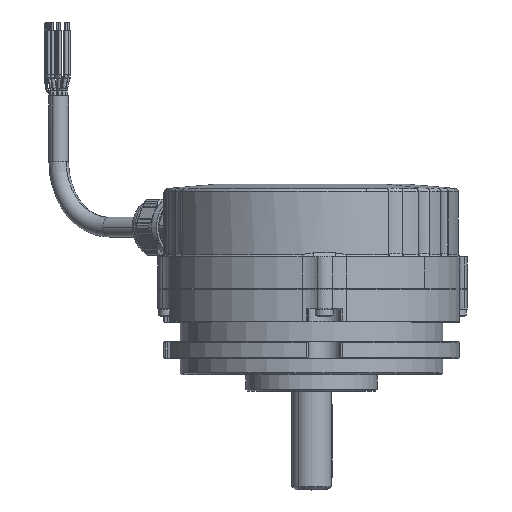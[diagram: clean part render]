
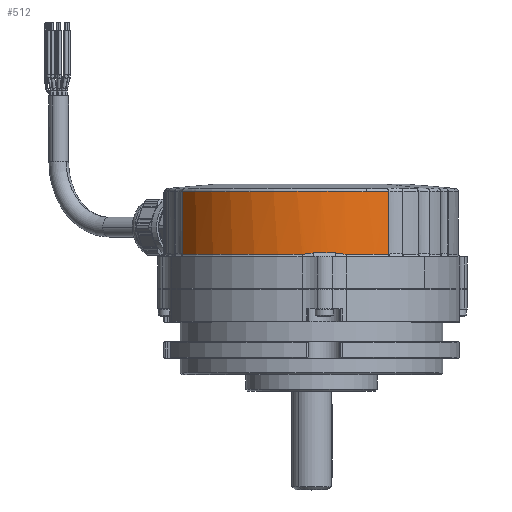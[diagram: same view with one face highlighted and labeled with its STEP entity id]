
A CAD part, top view. The second image highlights one B-rep face of the part: STEP entity #512.
In plain terms, the highlighted cylindrical face has radius 44.75 mm (diameter 89.5 mm), a partial arc.
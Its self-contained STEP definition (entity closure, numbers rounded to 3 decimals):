
#267 = CARTESIAN_POINT ( 'NONE',  ( 0., 42., 0. ) ) ;
#471 = AXIS2_PLACEMENT_3D ( 'NONE', #9957, #9888, #9859 ) ;
#512 = ADVANCED_FACE ( 'NONE', ( #4253 ), #15521, .T. ) ;
#638 = CIRCLE ( 'NONE', #17756, 44.75 ) ;
#992 = CIRCLE ( 'NONE', #471, 44.75 ) ;
#1311 = CARTESIAN_POINT ( 'NONE',  ( 0., -108.182, 0. ) ) ;
#1918 = CARTESIAN_POINT ( 'NONE',  ( -39.34, 60.703, 21.33 ) ) ;
#2369 = DIRECTION ( 'NONE',  ( 0.766, 0., 0.643 ) ) ;
#2370 = VERTEX_POINT ( 'NONE', #1918 ) ;
#2397 = DIRECTION ( 'NONE',  ( 0., -1., 0. ) ) ;
#2437 = CARTESIAN_POINT ( 'NONE',  ( 0., 60.706, 0. ) ) ;
#3330 = B_SPLINE_CURVE_WITH_KNOTS ( 'NONE', 3,
 ( #15801, #16194, #15704, #15212, #14836, #14770 ),
 .UNSPECIFIED., .F., .F.,
 ( 4, 2, 4 ),
 ( 0., 0.002, 0.003 ),
 .UNSPECIFIED. ) ;
#4253 = FACE_OUTER_BOUND ( 'NONE', #28271, .T. ) ;
#5104 = B_SPLINE_CURVE_WITH_KNOTS ( 'NONE', 3,
 ( #19441, #19095, #18772, #18714 ),
 .UNSPECIFIED., .F., .F.,
 ( 4, 4 ),
 ( 0., 0. ),
 .UNSPECIFIED. ) ;
#5252 = CARTESIAN_POINT ( 'NONE',  ( 23.404, 41.598, 38.142 ) ) ;
#5477 = CARTESIAN_POINT ( 'NONE',  ( -39.34, 60.704, 21.33 ) ) ;
#5606 = EDGE_CURVE ( 'NONE', #26696, #28363, #3330, .T. ) ;
#6204 = VERTEX_POINT ( 'NONE', #7192 ) ;
#7192 = CARTESIAN_POINT ( 'NONE',  ( -39.34, 41.598, 21.33 ) ) ;
#7354 = VERTEX_POINT ( 'NONE', #21613 ) ;
#9459 = B_SPLINE_CURVE_WITH_KNOTS ( 'NONE', 3,
 ( #14528, #14628, #14365, #14327, #14230, #14167 ),
 .UNSPECIFIED., .F., .F.,
 ( 4, 2, 4 ),
 ( 0., 0.002, 0.003 ),
 .UNSPECIFIED. ) ;
#9859 = DIRECTION ( 'NONE',  ( -0.766, 0., -0.643 ) ) ;
#9888 = DIRECTION ( 'NONE',  ( 0., 1., 0. ) ) ;
#9957 = CARTESIAN_POINT ( 'NONE',  ( 0., 41.598, 0. ) ) ;
#10345 = CARTESIAN_POINT ( 'NONE',  ( 23.404, 60.703, 38.142 ) ) ;
#10889 = AXIS2_PLACEMENT_3D ( 'NONE', #19068, #19001, #18962 ) ;
#11169 = CARTESIAN_POINT ( 'NONE',  ( -2.861, 41.598, 44.658 ) ) ;
#11961 = ORIENTED_EDGE ( 'NONE', *, *, #20887, .T. ) ;
#12591 = LINE ( 'NONE', #15586, #24671 ) ;
#14167 = CARTESIAN_POINT ( 'NONE',  ( 0.509, 42., 44.747 ) ) ;
#14230 = CARTESIAN_POINT ( 'NONE',  ( -0.062, 42., 44.754 ) ) ;
#14327 = CARTESIAN_POINT ( 'NONE',  ( -0.62, 41.903, 44.749 ) ) ;
#14365 = CARTESIAN_POINT ( 'NONE',  ( -1.736, 41.702, 44.72 ) ) ;
#14528 = CARTESIAN_POINT ( 'NONE',  ( -2.861, 41.598, 44.658 ) ) ;
#14628 = CARTESIAN_POINT ( 'NONE',  ( -2.294, 41.598, 44.695 ) ) ;
#14770 = CARTESIAN_POINT ( 'NONE',  ( 10.573, 41.598, 43.483 ) ) ;
#14836 = CARTESIAN_POINT ( 'NONE',  ( 10.02, 41.598, 43.617 ) ) ;
#14940 = VERTEX_POINT ( 'NONE', #29491 ) ;
#15212 = CARTESIAN_POINT ( 'NONE',  ( 9.475, 41.702, 43.739 ) ) ;
#15521 = CYLINDRICAL_SURFACE ( 'NONE', #19394, 44.75 ) ;
#15532 = VERTEX_POINT ( 'NONE', #11169 ) ;
#15586 = CARTESIAN_POINT ( 'NONE',  ( -39.34, -108.182, 21.33 ) ) ;
#15704 = CARTESIAN_POINT ( 'NONE',  ( 8.382, 41.903, 43.962 ) ) ;
#15801 = CARTESIAN_POINT ( 'NONE',  ( 7.269, 42., 44.156 ) ) ;
#16194 = CARTESIAN_POINT ( 'NONE',  ( 7.832, 42., 44.063 ) ) ;
#16220 = DIRECTION ( 'NONE',  ( 0., -1., 0. ) ) ;
#16237 = CIRCLE ( 'NONE', #28237, 44.75 ) ;
#17756 = AXIS2_PLACEMENT_3D ( 'NONE', #267, #29525, #29464 ) ;
#17765 = CARTESIAN_POINT ( 'NONE',  ( 7.269, 42., 44.156 ) ) ;
#18051 = CIRCLE ( 'NONE', #10889, 44.75 ) ;
#18603 = CARTESIAN_POINT ( 'NONE',  ( -39.34, 60.703, 21.33 ) ) ;
#18714 = CARTESIAN_POINT ( 'NONE',  ( 23.404, 60.706, 38.142 ) ) ;
#18772 = CARTESIAN_POINT ( 'NONE',  ( 23.404, 60.705, 38.142 ) ) ;
#18819 = EDGE_CURVE ( 'NONE', #28363, #21183, #18051, .T. ) ;
#18962 = DIRECTION ( 'NONE',  ( -0.766, 0., -0.643 ) ) ;
#19001 = DIRECTION ( 'NONE',  ( 0., 1., 0. ) ) ;
#19011 = ORIENTED_EDGE ( 'NONE', *, *, #18819, .T. ) ;
#19068 = CARTESIAN_POINT ( 'NONE',  ( 0., 41.598, 0. ) ) ;
#19095 = CARTESIAN_POINT ( 'NONE',  ( 23.404, 60.704, 38.142 ) ) ;
#19369 = CARTESIAN_POINT ( 'NONE',  ( -39.34, 60.706, 21.33 ) ) ;
#19394 = AXIS2_PLACEMENT_3D ( 'NONE', #1311, #24843, #25519 ) ;
#19441 = CARTESIAN_POINT ( 'NONE',  ( 23.404, 60.703, 38.142 ) ) ;
#19650 = EDGE_CURVE ( 'NONE', #7354, #26696, #638, .T. ) ;
#19676 = VERTEX_POINT ( 'NONE', #29357 ) ;
#19911 = ORIENTED_EDGE ( 'NONE', *, *, #5606, .T. ) ;
#20050 = CARTESIAN_POINT ( 'NONE',  ( -39.34, 60.705, 21.33 ) ) ;
#20155 = EDGE_CURVE ( 'NONE', #15532, #7354, #9459, .T. ) ;
#20270 = EDGE_CURVE ( 'NONE', #6204, #15532, #992, .T. ) ;
#20406 = ORIENTED_EDGE ( 'NONE', *, *, #25611, .T. ) ;
#20887 = EDGE_CURVE ( 'NONE', #27375, #19676, #5104, .T. ) ;
#20984 = ORIENTED_EDGE ( 'NONE', *, *, #20270, .T. ) ;
#21183 = VERTEX_POINT ( 'NONE', #5252 ) ;
#21210 = EDGE_CURVE ( 'NONE', #19676, #14940, #16237, .T. ) ;
#21308 = EDGE_CURVE ( 'NONE', #14940, #2370, #24425, .T. ) ;
#21362 = LINE ( 'NONE', #23304, #26684 ) ;
#21525 = EDGE_CURVE ( 'NONE', #2370, #6204, #12591, .T. ) ;
#21613 = CARTESIAN_POINT ( 'NONE',  ( 0.509, 42., 44.747 ) ) ;
#21859 = ORIENTED_EDGE ( 'NONE', *, *, #20155, .T. ) ;
#22079 = ORIENTED_EDGE ( 'NONE', *, *, #19650, .T. ) ;
#23304 = CARTESIAN_POINT ( 'NONE',  ( 23.404, -108.182, 38.142 ) ) ;
#24162 = ORIENTED_EDGE ( 'NONE', *, *, #21525, .T. ) ;
#24425 = B_SPLINE_CURVE_WITH_KNOTS ( 'NONE', 3,
 ( #19369, #20050, #5477, #18603 ),
 .UNSPECIFIED., .F., .F.,
 ( 4, 4 ),
 ( 0., 0. ),
 .UNSPECIFIED. ) ;
#24671 = VECTOR ( 'NONE', #16220, 1000. ) ;
#24843 = DIRECTION ( 'NONE',  ( 0., 1., 0. ) ) ;
#25519 = DIRECTION ( 'NONE',  ( 0.766, 0., 0.643 ) ) ;
#25611 = EDGE_CURVE ( 'NONE', #21183, #27375, #21362, .T. ) ;
#25888 = ORIENTED_EDGE ( 'NONE', *, *, #21210, .T. ) ;
#26136 = ORIENTED_EDGE ( 'NONE', *, *, #21308, .T. ) ;
#26389 = CARTESIAN_POINT ( 'NONE',  ( 10.573, 41.598, 43.483 ) ) ;
#26684 = VECTOR ( 'NONE', #29287, 1000. ) ;
#26696 = VERTEX_POINT ( 'NONE', #17765 ) ;
#27375 = VERTEX_POINT ( 'NONE', #10345 ) ;
#28237 = AXIS2_PLACEMENT_3D ( 'NONE', #2437, #2397, #2369 ) ;
#28271 = EDGE_LOOP ( 'NONE', ( #20406, #11961, #25888, #26136, #24162, #20984, #21859, #22079, #19911, #19011 ) ) ;
#28363 = VERTEX_POINT ( 'NONE', #26389 ) ;
#29287 = DIRECTION ( 'NONE',  ( 0., 1., 0. ) ) ;
#29357 = CARTESIAN_POINT ( 'NONE',  ( 23.404, 60.706, 38.142 ) ) ;
#29464 = DIRECTION ( 'NONE',  ( 0.766, 0., 0.643 ) ) ;
#29491 = CARTESIAN_POINT ( 'NONE',  ( -39.34, 60.706, 21.33 ) ) ;
#29525 = DIRECTION ( 'NONE',  ( 0., 1., 0. ) ) ;
